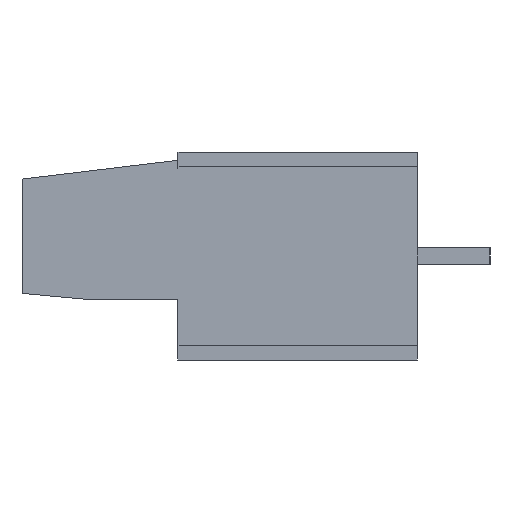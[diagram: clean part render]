
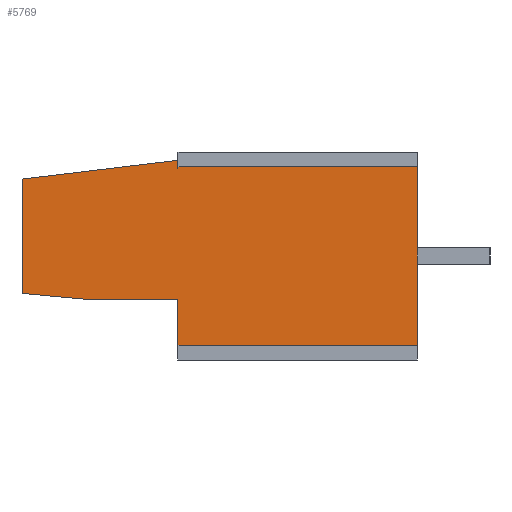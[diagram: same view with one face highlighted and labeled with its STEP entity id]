
A CAD part, left-side view. The second image highlights one B-rep face of the part: STEP entity #5769.
In plain terms, the highlighted planar face has unit normal (-1, 0, 0).
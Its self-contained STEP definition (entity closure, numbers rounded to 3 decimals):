
#134=DIRECTION('',(0.,0.,-1.));
#135=VECTOR('',#134,0.3);
#136=CARTESIAN_POINT('',(-45.,-7.5,-0.4));
#137=LINE('',#136,#135);
#138=DIRECTION('',(0.,1.,0.));
#139=VECTOR('',#138,11.5);
#140=CARTESIAN_POINT('',(-45.,-19.,-0.7));
#141=LINE('',#140,#139);
#142=DIRECTION('',(0.,0.,-1.));
#143=VECTOR('',#142,8.6);
#144=CARTESIAN_POINT('',(-45.,-19.,-0.7));
#145=LINE('',#144,#143);
#146=DIRECTION('',(0.,1.,0.));
#147=VECTOR('',#146,11.5);
#148=CARTESIAN_POINT('',(-45.,-19.,-9.3));
#149=LINE('',#148,#147);
#150=DIRECTION('',(0.,0.,1.));
#151=VECTOR('',#150,2.2);
#152=CARTESIAN_POINT('',(-45.,-7.5,-9.3));
#153=LINE('',#152,#151);
#154=DIRECTION('',(0.,1.,0.));
#155=VECTOR('',#154,4.2);
#156=CARTESIAN_POINT('',(-45.,-7.5,-7.1));
#157=LINE('',#156,#155);
#158=DIRECTION('',(0.,0.996,0.091));
#159=VECTOR('',#158,3.314);
#160=CARTESIAN_POINT('',(-45.,-3.3,-7.1));
#161=LINE('',#160,#159);
#162=DIRECTION('',(0.,0.,1.));
#163=VECTOR('',#162,5.5);
#164=CARTESIAN_POINT('',(-45.,0.,-6.8));
#165=LINE('',#164,#163);
#166=DIRECTION('',(0.,-0.993,0.119));
#167=VECTOR('',#166,7.554);
#168=CARTESIAN_POINT('',(-45.,0.,-1.3));
#169=LINE('',#168,#167);
#4378=CARTESIAN_POINT('',(-45.,-7.5,-7.1));
#4379=CARTESIAN_POINT('',(-45.,-3.3,-7.1));
#4380=VERTEX_POINT('',#4378);
#4381=VERTEX_POINT('',#4379);
#4382=CARTESIAN_POINT('',(-45.,0.,-6.8));
#4383=VERTEX_POINT('',#4382);
#4384=CARTESIAN_POINT('',(-45.,0.,-1.3));
#4385=VERTEX_POINT('',#4384);
#4594=CARTESIAN_POINT('',(-45.,-7.5,-0.7));
#4595=VERTEX_POINT('',#4594);
#4648=CARTESIAN_POINT('',(-45.,-7.5,-0.4));
#4649=VERTEX_POINT('',#4648);
#4650=CARTESIAN_POINT('',(-45.,-19.,-9.3));
#4651=CARTESIAN_POINT('',(-45.,-7.5,-9.3));
#4652=VERTEX_POINT('',#4650);
#4653=VERTEX_POINT('',#4651);
#4654=CARTESIAN_POINT('',(-45.,-19.,-0.7));
#4655=VERTEX_POINT('',#4654);
#5744=CARTESIAN_POINT('',(-45.,0.,0.));
#5745=DIRECTION('',(1.,0.,0.));
#5746=DIRECTION('',(0.,-1.,0.));
#5747=AXIS2_PLACEMENT_3D('',#5744,#5745,#5746);
#5748=PLANE('',#5747);
#5750=ORIENTED_EDGE('',*,*,#5749,.T.);
#5752=ORIENTED_EDGE('',*,*,#5751,.F.);
#5754=ORIENTED_EDGE('',*,*,#5753,.T.);
#5756=ORIENTED_EDGE('',*,*,#5755,.T.);
#5758=ORIENTED_EDGE('',*,*,#5757,.T.);
#5760=ORIENTED_EDGE('',*,*,#5759,.T.);
#5762=ORIENTED_EDGE('',*,*,#5761,.T.);
#5764=ORIENTED_EDGE('',*,*,#5763,.T.);
#5766=ORIENTED_EDGE('',*,*,#5765,.T.);
#5767=EDGE_LOOP('',(#5750,#5752,#5754,#5756,#5758,#5760,#5762,#5764,#5766));
#5768=FACE_OUTER_BOUND('',#5767,.F.);
#5749=EDGE_CURVE('',#4649,#4595,#137,.T.);
#5751=EDGE_CURVE('',#4655,#4595,#141,.T.);
#5753=EDGE_CURVE('',#4655,#4652,#145,.T.);
#5755=EDGE_CURVE('',#4652,#4653,#149,.T.);
#5757=EDGE_CURVE('',#4653,#4380,#153,.T.);
#5759=EDGE_CURVE('',#4380,#4381,#157,.T.);
#5761=EDGE_CURVE('',#4381,#4383,#161,.T.);
#5763=EDGE_CURVE('',#4383,#4385,#165,.T.);
#5765=EDGE_CURVE('',#4385,#4649,#169,.T.);
#5769=ADVANCED_FACE('',(#5768),#5748,.F.);
